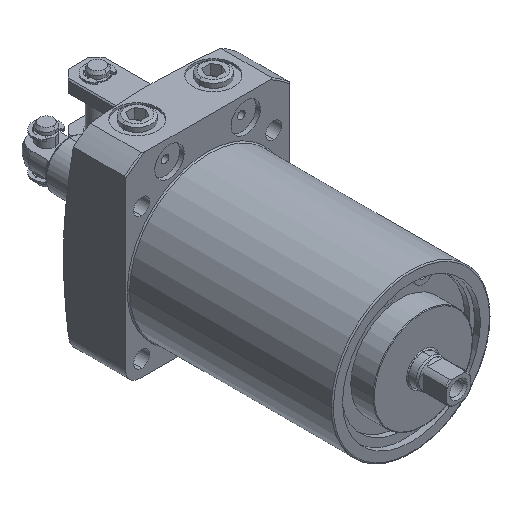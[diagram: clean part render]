
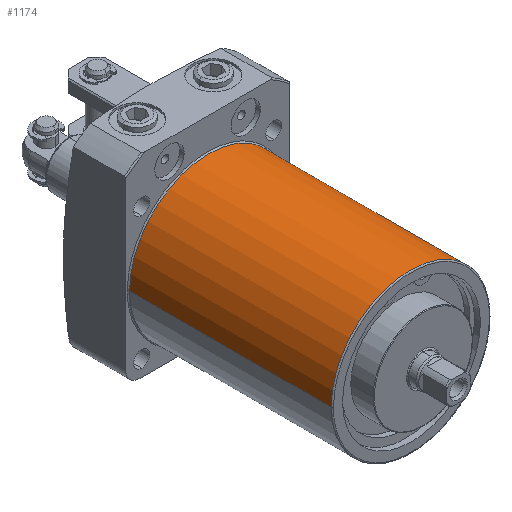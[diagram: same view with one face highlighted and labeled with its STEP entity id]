
A CAD part, isometric view. The second image highlights one B-rep face of the part: STEP entity #1174.
In plain terms, the highlighted cylindrical face has radius 27 mm (diameter 54 mm), a partial arc.
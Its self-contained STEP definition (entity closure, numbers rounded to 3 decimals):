
#841 = CARTESIAN_POINT ( 'NONE',  ( 0., 0., 0. ) ) ;
#857 = DIRECTION ( 'NONE',  ( 0., 1., 0. ) ) ;
#858 = DIRECTION ( 'NONE',  ( -1., 0., 0. ) ) ;
#1174 = ADVANCED_FACE ( 'NONE', ( #4529 ), #4530, .T. ) ;
#2565 = EDGE_CURVE ( 'NONE', #4306, #4163, #10021, .T. ) ;
#2566 = EDGE_CURVE ( 'NONE', #3951, #4962, #10022, .T. ) ;
#2567 = EDGE_CURVE ( 'NONE', #4306, #3951, #10019, .T. ) ;
#2584 = EDGE_CURVE ( 'NONE', #4962, #4163, #10040, .T. ) ;
#2935 = AXIS2_PLACEMENT_3D ( 'NONE', #841, #857, #858 ) ;
#3821 = ORIENTED_EDGE ( 'NONE', *, *, #2567, .T. ) ;
#3823 = ORIENTED_EDGE ( 'NONE', *, *, #2566, .T. ) ;
#3824 = ORIENTED_EDGE ( 'NONE', *, *, #2584, .T. ) ;
#3825 = ORIENTED_EDGE ( 'NONE', *, *, #2565, .F. ) ;
#3951 = VERTEX_POINT ( 'NONE', #11850 ) ;
#4163 = VERTEX_POINT ( 'NONE', #11877 ) ;
#4306 = VERTEX_POINT ( 'NONE', #11896 ) ;
#4529 = FACE_OUTER_BOUND ( 'NONE', #5448, .T. ) ;
#4530 = CYLINDRICAL_SURFACE ( 'NONE', #2935, 27. ) ;
#4962 = VERTEX_POINT ( 'NONE', #12076 ) ;
#5448 = EDGE_LOOP ( 'NONE', ( #3821, #3823, #3824, #3825 ) ) ;
#10019 = CIRCLE ( 'NONE', #10299, 27. ) ;
#10021 = LINE ( 'NONE', #11405, #10023 ) ;
#10022 = LINE ( 'NONE', #11409, #10025 ) ;
#10023 = VECTOR ( 'NONE', #11401, 1000. ) ;
#10025 = VECTOR ( 'NONE', #11410, 1000. ) ;
#10040 = CIRCLE ( 'NONE', #10313, 27. ) ;
#10299 = AXIS2_PLACEMENT_3D ( 'NONE', #11411, #11412, #11413 ) ;
#10313 = AXIS2_PLACEMENT_3D ( 'NONE', #11575, #11576, #11577 ) ;
#11401 = DIRECTION ( 'NONE',  ( 0., 1., 0. ) ) ;
#11405 = CARTESIAN_POINT ( 'NONE',  ( -27., 0., 0. ) ) ;
#11409 = CARTESIAN_POINT ( 'NONE',  ( 27., 0., 0. ) ) ;
#11410 = DIRECTION ( 'NONE',  ( 0., 1., 0. ) ) ;
#11411 = CARTESIAN_POINT ( 'NONE',  ( 0., -93., 0. ) ) ;
#11412 = DIRECTION ( 'NONE',  ( 0., 1., 0. ) ) ;
#11413 = DIRECTION ( 'NONE',  ( -1., 0., 0. ) ) ;
#11575 = CARTESIAN_POINT ( 'NONE',  ( 0., -24.3, 0. ) ) ;
#11576 = DIRECTION ( 'NONE',  ( 0., -1., 0. ) ) ;
#11577 = DIRECTION ( 'NONE',  ( -1., 0., 0. ) ) ;
#11850 = CARTESIAN_POINT ( 'NONE',  ( 27., -93., 0. ) ) ;
#11877 = CARTESIAN_POINT ( 'NONE',  ( -27., -24.3, 0. ) ) ;
#11896 = CARTESIAN_POINT ( 'NONE',  ( -27., -93., 0. ) ) ;
#12076 = CARTESIAN_POINT ( 'NONE',  ( 27., -24.3, 0. ) ) ;
